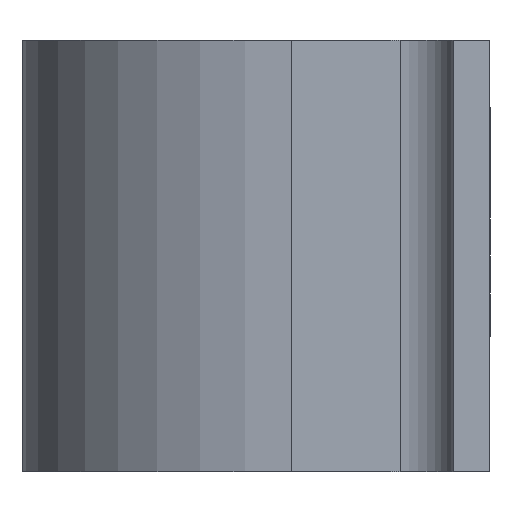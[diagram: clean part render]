
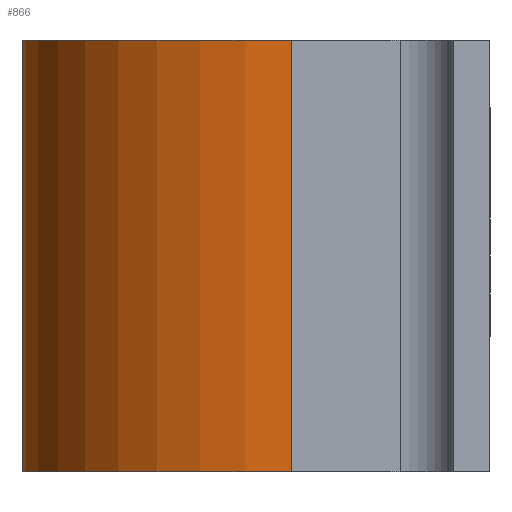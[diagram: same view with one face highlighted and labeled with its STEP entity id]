
A CAD part, left-side view. The second image highlights one B-rep face of the part: STEP entity #866.
In plain terms, the highlighted cylindrical face has radius 7.5 mm (diameter 15 mm), a partial arc.
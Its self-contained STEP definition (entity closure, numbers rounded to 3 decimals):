
#116 = CARTESIAN_POINT ( 'NONE',  ( 0., 5.5, 6. ) ) ;
#152 = VECTOR ( 'NONE', #253, 1000. ) ;
#193 = CIRCLE ( 'NONE', #979, 7.5 ) ;
#247 = CIRCLE ( 'NONE', #1051, 7.5 ) ;
#253 = DIRECTION ( 'NONE',  ( 0., 0., -1. ) ) ;
#266 = CARTESIAN_POINT ( 'NONE',  ( -7.5, 5.5, 6. ) ) ;
#271 = VERTEX_POINT ( 'NONE', #384 ) ;
#291 = DIRECTION ( 'NONE',  ( 1., 0., 0. ) ) ;
#344 = VERTEX_POINT ( 'NONE', #876 ) ;
#362 = EDGE_CURVE ( 'NONE', #953, #585, #193, .T. ) ;
#366 = CARTESIAN_POINT ( 'NONE',  ( 0., 5.5, -6. ) ) ;
#378 = FACE_OUTER_BOUND ( 'NONE', #915, .T. ) ;
#384 = CARTESIAN_POINT ( 'NONE',  ( -7.5, 5.5, 6. ) ) ;
#389 = LINE ( 'NONE', #658, #152 ) ;
#393 = CARTESIAN_POINT ( 'NONE',  ( -7.5, 5.5, -6. ) ) ;
#435 = ORIENTED_EDGE ( 'NONE', *, *, #1047, .T. ) ;
#479 = AXIS2_PLACEMENT_3D ( 'NONE', #586, #880, #800 ) ;
#570 = ORIENTED_EDGE ( 'NONE', *, *, #362, .F. ) ;
#585 = VERTEX_POINT ( 'NONE', #794 ) ;
#586 = CARTESIAN_POINT ( 'NONE',  ( 0., 5.5, 6. ) ) ;
#601 = ORIENTED_EDGE ( 'NONE', *, *, #816, .F. ) ;
#603 = VECTOR ( 'NONE', #609, 1000. ) ;
#609 = DIRECTION ( 'NONE',  ( 0., 0., -1. ) ) ;
#658 = CARTESIAN_POINT ( 'NONE',  ( 7.5, 5.5, 6. ) ) ;
#794 = CARTESIAN_POINT ( 'NONE',  ( 7.5, 5.5, -6. ) ) ;
#800 = DIRECTION ( 'NONE',  ( -1., 0., 0. ) ) ;
#808 = EDGE_CURVE ( 'NONE', #271, #344, #247, .T. ) ;
#816 = EDGE_CURVE ( 'NONE', #271, #953, #820, .T. ) ;
#820 = LINE ( 'NONE', #266, #603 ) ;
#866 = ADVANCED_FACE ( 'NONE', ( #378 ), #978, .T. ) ;
#867 = DIRECTION ( 'NONE',  ( 0., 0., -1. ) ) ;
#876 = CARTESIAN_POINT ( 'NONE',  ( 7.5, 5.5, 6. ) ) ;
#880 = DIRECTION ( 'NONE',  ( 0., 0., -1. ) ) ;
#915 = EDGE_LOOP ( 'NONE', ( #570, #601, #1022, #435 ) ) ;
#953 = VERTEX_POINT ( 'NONE', #393 ) ;
#954 = DIRECTION ( 'NONE',  ( 1., 0., 0. ) ) ;
#978 = CYLINDRICAL_SURFACE ( 'NONE', #479, 7.5 ) ;
#979 = AXIS2_PLACEMENT_3D ( 'NONE', #366, #867, #291 ) ;
#1012 = DIRECTION ( 'NONE',  ( 0., 0., -1. ) ) ;
#1022 = ORIENTED_EDGE ( 'NONE', *, *, #808, .T. ) ;
#1047 = EDGE_CURVE ( 'NONE', #344, #585, #389, .T. ) ;
#1051 = AXIS2_PLACEMENT_3D ( 'NONE', #116, #1012, #954 ) ;
